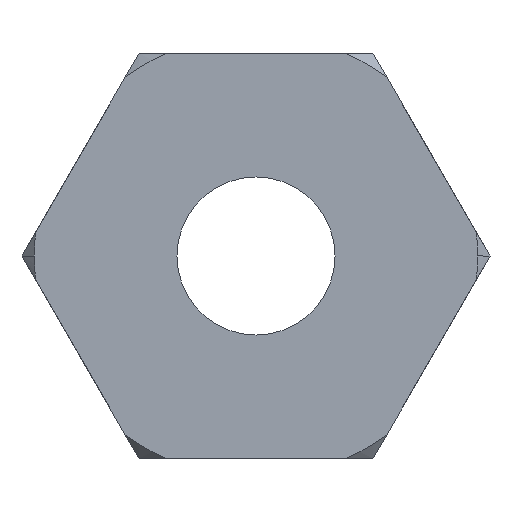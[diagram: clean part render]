
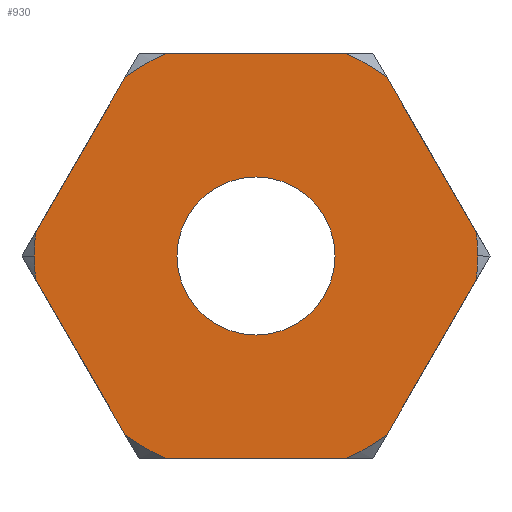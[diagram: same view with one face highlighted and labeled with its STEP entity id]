
A CAD part, left-side view. The second image highlights one B-rep face of the part: STEP entity #930.
In plain terms, the highlighted planar face has unit normal (-1, 0, 0).
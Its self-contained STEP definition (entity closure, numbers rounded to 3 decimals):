
#340 = EDGE_CURVE( '', #708, #678, #969, .T. );
#368 = EDGE_CURVE( '', #740, #708, #999, .T. );
#398 = VERTEX_POINT( '', #1031 );
#402 = VERTEX_POINT( '', #1035 );
#410 = EDGE_CURVE( '', #674, #704, #1043, .T. );
#446 = VERTEX_POINT( '', #1082 );
#450 = VERTEX_POINT( '', #1086 );
#464 = EDGE_CURVE( '', #446, #728, #1101, .T. );
#530 = EDGE_CURVE( '', #770, #698, #1174, .T. );
#612 = VERTEX_POINT( '', #1267 );
#638 = EDGE_CURVE( '', #670, #830, #1296, .T. );
#656 = EDGE_CURVE( '', #830, #788, #1316, .T. );
#670 = VERTEX_POINT( '', #1334 );
#674 = VERTEX_POINT( '', #1338 );
#678 = VERTEX_POINT( '', #1342 );
#682 = EDGE_CURVE( '', #678, #450, #1346, .T. );
#698 = VERTEX_POINT( '', #1366 );
#704 = VERTEX_POINT( '', #1372 );
#708 = VERTEX_POINT( '', #1376 );
#728 = VERTEX_POINT( '', #1397 );
#740 = VERTEX_POINT( '', #1411 );
#770 = VERTEX_POINT( '', #1444 );
#788 = VERTEX_POINT( '', #1463 );
#824 = EDGE_CURVE( '', #728, #670, #1505, .T. );
#826 = EDGE_CURVE( '', #788, #402, #1507, .T. );
#830 = VERTEX_POINT( '', #1511 );
#832 = EDGE_CURVE( '', #612, #740, #1513, .T. );
#838 = EDGE_CURVE( '', #698, #770, #1519, .T. );
#856 = EDGE_CURVE( '', #402, #612, #1538, .T. );
#902 = EDGE_CURVE( '', #704, #446, #1588, .T. );
#916 = EDGE_CURVE( '', #398, #674, #1602, .T. );
#922 = EDGE_CURVE( '', #450, #398, #1609, .T. );
#930 = ADVANCED_FACE( '', ( #1618, #1619 ), #1620, .T. );
#969 = CIRCLE( '', #1654, 22.423 );
#999 = CIRCLE( '', #1712, 22.423 );
#1031 = CARTESIAN_POINT( '', ( 0., 9.084, -20.5 ) );
#1035 = CARTESIAN_POINT( '', ( 0., 9.084, 20.5 ) );
#1043 = CIRCLE( '', #1791, 22.423 );
#1082 = CARTESIAN_POINT( '', ( 0., -22.296, -2.383 ) );
#1086 = CARTESIAN_POINT( '', ( 0., 13.212, -18.117 ) );
#1101 = CIRCLE( '', #1899, 22.423 );
#1174 = CIRCLE( '', #2048, 8. );
#1267 = CARTESIAN_POINT( '', ( 0., 13.212, 18.117 ) );
#1296 = LINE( '', #2235, #2236 );
#1316 = CIRCLE( '', #2264, 22.423 );
#1334 = CARTESIAN_POINT( '', ( 0., -22.296, 2.383 ) );
#1338 = CARTESIAN_POINT( '', ( 0., -9.084, -20.5 ) );
#1342 = CARTESIAN_POINT( '', ( 0., 22.296, -2.383 ) );
#1346 = LINE( '', #2319, #2320 );
#1366 = CARTESIAN_POINT( '', ( 0., -8., 0. ) );
#1372 = CARTESIAN_POINT( '', ( 0., -13.212, -18.117 ) );
#1376 = CARTESIAN_POINT( '', ( 0., 22.423, 0. ) );
#1397 = CARTESIAN_POINT( '', ( 0., -22.423, 0. ) );
#1411 = CARTESIAN_POINT( '', ( 0., 22.296, 2.383 ) );
#1444 = CARTESIAN_POINT( '', ( 0., 8., 0. ) );
#1463 = CARTESIAN_POINT( '', ( 0., -9.084, 20.5 ) );
#1505 = CIRCLE( '', #2596, 22.423 );
#1507 = LINE( '', #2599, #2600 );
#1511 = CARTESIAN_POINT( '', ( 0., -13.212, 18.117 ) );
#1513 = LINE( '', #2609, #2610 );
#1519 = CIRCLE( '', #2619, 8. );
#1538 = CIRCLE( '', #2663, 22.423 );
#1588 = LINE( '', #2739, #2740 );
#1602 = LINE( '', #2777, #2778 );
#1609 = CIRCLE( '', #2788, 22.423 );
#1618 = FACE_BOUND( '', #2798, .T. );
#1619 = FACE_OUTER_BOUND( '', #2799, .T. );
#1620 = PLANE( '', #2800 );
#1654 = AXIS2_PLACEMENT_3D( '', #2853, #2854, #2855 );
#1712 = AXIS2_PLACEMENT_3D( '', #2883, #2884, #2885 );
#1791 = AXIS2_PLACEMENT_3D( '', #2924, #2925, #2926 );
#1899 = AXIS2_PLACEMENT_3D( '', #2979, #2980, #2981 );
#2048 = AXIS2_PLACEMENT_3D( '', #3057, #3058, #3059 );
#2235 = CARTESIAN_POINT( '', ( 0., -12.893, 18.668 ) );
#2236 = VECTOR( '', #3207, 1. );
#2264 = AXIS2_PLACEMENT_3D( '', #3229, #3230, #3231 );
#2319 = CARTESIAN_POINT( '', ( 0., 16.696, -12.082 ) );
#2320 = VECTOR( '', #3262, 1. );
#2596 = AXIS2_PLACEMENT_3D( '', #3460, #3461, #3462 );
#2599 = CARTESIAN_POINT( '', ( 0., 13.523, 20.5 ) );
#2600 = VECTOR( '', #3463, 1. );
#2609 = CARTESIAN_POINT( '', ( 0., 22.614, 1.832 ) );
#2610 = VECTOR( '', #3465, 1. );
#2619 = AXIS2_PLACEMENT_3D( '', #3467, #3468, #3469 );
#2663 = AXIS2_PLACEMENT_3D( '', #3480, #3481, #3482 );
#2739 = CARTESIAN_POINT( '', ( 0., -18.811, -8.418 ) );
#2740 = VECTOR( '', #3544, 1. );
#2777 = CARTESIAN_POINT( '', ( 0., 1.688, -20.5 ) );
#2778 = VECTOR( '', #3551, 1. );
#2788 = AXIS2_PLACEMENT_3D( '', #3561, #3562, #3563 );
#2798 = EDGE_LOOP( '', ( #3576, #3577 ) );
#2799 = EDGE_LOOP( '', ( #3578, #3579, #3580, #3581, #3582, #3583, #3584, #3585, #3586, #3587, #3588, #3589, #3590, #3591 ) );
#2800 = AXIS2_PLACEMENT_3D( '', #3592, #3593, #3594 );
#2853 = CARTESIAN_POINT( '', ( 0., 0., 0. ) );
#2854 = DIRECTION( '', ( -1., 0., 0. ) );
#2855 = DIRECTION( '', ( 0., 1., 0. ) );
#2883 = CARTESIAN_POINT( '', ( 0., 0., 0. ) );
#2884 = DIRECTION( '', ( -1., 0., 0. ) );
#2885 = DIRECTION( '', ( 0., 1., 0. ) );
#2924 = CARTESIAN_POINT( '', ( 0., 0., 0. ) );
#2925 = DIRECTION( '', ( -1., 0., 0. ) );
#2926 = DIRECTION( '', ( 0., 1., 0. ) );
#2979 = CARTESIAN_POINT( '', ( 0., 0., 0. ) );
#2980 = DIRECTION( '', ( -1., 0., 0. ) );
#2981 = DIRECTION( '', ( 0., 1., 0. ) );
#3057 = CARTESIAN_POINT( '', ( 0., 0., 0. ) );
#3058 = DIRECTION( '', ( -1., 0., 0. ) );
#3059 = DIRECTION( '', ( 0., 1., 0. ) );
#3207 = DIRECTION( '', ( 0., 0.5, 0.866 ) );
#3229 = CARTESIAN_POINT( '', ( 0., 0., 0. ) );
#3230 = DIRECTION( '', ( -1., 0., 0. ) );
#3231 = DIRECTION( '', ( 0., 1., 0. ) );
#3262 = DIRECTION( '', ( 0., -0.5, -0.866 ) );
#3460 = CARTESIAN_POINT( '', ( 0., 0., 0. ) );
#3461 = DIRECTION( '', ( -1., 0., 0. ) );
#3462 = DIRECTION( '', ( 0., 1., 0. ) );
#3463 = DIRECTION( '', ( 0., 1., 0. ) );
#3465 = DIRECTION( '', ( 0., 0.5, -0.866 ) );
#3467 = CARTESIAN_POINT( '', ( 0., 0., 0. ) );
#3468 = DIRECTION( '', ( -1., 0., 0. ) );
#3469 = DIRECTION( '', ( 0., 1., 0. ) );
#3480 = CARTESIAN_POINT( '', ( 0., 0., 0. ) );
#3481 = DIRECTION( '', ( -1., 0., 0. ) );
#3482 = DIRECTION( '', ( 0., 1., 0. ) );
#3544 = DIRECTION( '', ( 0., -0.5, 0.866 ) );
#3551 = DIRECTION( '', ( 0., -1., 0. ) );
#3561 = CARTESIAN_POINT( '', ( 0., 0., 0. ) );
#3562 = DIRECTION( '', ( -1., 0., 0. ) );
#3563 = DIRECTION( '', ( 0., 1., 0. ) );
#3576 = ORIENTED_EDGE( '', *, *, #530, .F. );
#3577 = ORIENTED_EDGE( '', *, *, #838, .F. );
#3578 = ORIENTED_EDGE( '', *, *, #902, .T. );
#3579 = ORIENTED_EDGE( '', *, *, #464, .T. );
#3580 = ORIENTED_EDGE( '', *, *, #824, .T. );
#3581 = ORIENTED_EDGE( '', *, *, #638, .T. );
#3582 = ORIENTED_EDGE( '', *, *, #656, .T. );
#3583 = ORIENTED_EDGE( '', *, *, #826, .T. );
#3584 = ORIENTED_EDGE( '', *, *, #856, .T. );
#3585 = ORIENTED_EDGE( '', *, *, #832, .T. );
#3586 = ORIENTED_EDGE( '', *, *, #368, .T. );
#3587 = ORIENTED_EDGE( '', *, *, #340, .T. );
#3588 = ORIENTED_EDGE( '', *, *, #682, .T. );
#3589 = ORIENTED_EDGE( '', *, *, #922, .T. );
#3590 = ORIENTED_EDGE( '', *, *, #916, .T. );
#3591 = ORIENTED_EDGE( '', *, *, #410, .T. );
#3592 = CARTESIAN_POINT( '', ( 0., 15.211, 0. ) );
#3593 = DIRECTION( '', ( -1., 0., 0. ) );
#3594 = DIRECTION( '', ( 0., 1., 0. ) );
